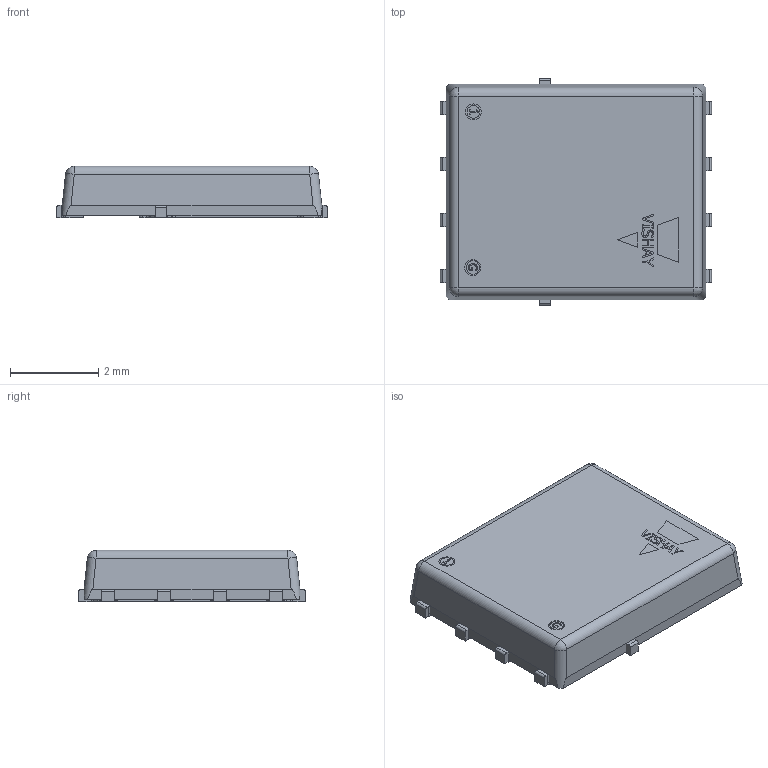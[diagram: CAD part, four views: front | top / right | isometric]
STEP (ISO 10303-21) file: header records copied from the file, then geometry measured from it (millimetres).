
FILE_DESCRIPTION(/* description */ (''),/* implementation_level */ '2;1');
FILE_NAME(/* name */ '1.stp',/* time_stamp */ '2019-08-04T00:47:05+02:00',/* author */ ('k'),/* organization */ (''),/* preprocessor_version */ 'ST-DEVELOPER v15.6',/* originating_system */ 'Autodesk Inventor 2015',/* authorisation */ '');
FILE_SCHEMA (('AUTOMOTIVE_DESIGN { 1 0 10303 214 3 1 1 }'));
Length unit declared in the file: millimetre
Products named in the file (5): 1; 2; Vishay logo; Vishay logo 1
Bounding box: 6.15 x 5.15 x 1.17 mm (x, y, z)
Volume: 35.9 mm3; surface area: 121.7 mm2
Topology: 18 solids, 18 shells, 320 faces, 840 edges, 556 vertices
Faces by surface type: plane 207, cylinder 78, bspline 31, sphere 4
Full cylindrical faces by diameter (mm): 0.29 x1, 0.305 x1, 0.364 x2
Entity records: 10084 total; most frequent: CARTESIAN_POINT 2124, ORIENTED_EDGE 1672, DIRECTION 1534, EDGE_CURVE 836, LINE 610, VECTOR 610, VERTEX_POINT 556, AXIS2_PLACEMENT_3D 462
